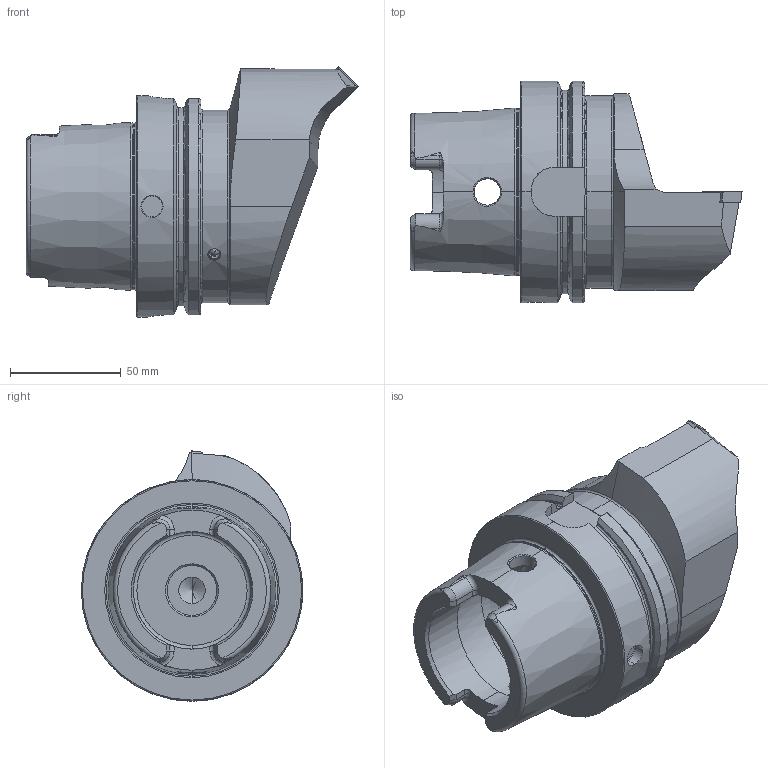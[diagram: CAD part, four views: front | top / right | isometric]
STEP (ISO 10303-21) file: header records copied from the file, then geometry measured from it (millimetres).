
FILE_DESCRIPTION (( 'STEP AP203' ), '1' );
FILE_NAME ('HA0.KSB.LSA.100.STEP', '2024-08-09T14:05:53', ( '' ), ( '' ), 'SwSTEP 2.0', 'SolidWorks 2022', '' );
FILE_SCHEMA (( 'CONFIG_CONTROL_DESIGN' ));
Length unit declared in the file: millimetre
Products named in the file (5): HA0.KSB.LSA.100; HA0-KSB.LSA.100_A_Fertigbearbeitung; WCC-ER2.001.010_A; KVT_MB_600_060; SCMT120404
Assembly tree (4 placements, depth 2):
  HA0.KSB.LSA.100
    HA0-KSB.LSA.100_A_Fertigbearbeitung
    SCMT120404
    WCC-ER2.001.010_A
    KVT_MB_600_060
Bounding box: 149.9 x 100 x 113 mm (x, y, z)
Volume: 503266.4 mm3; surface area: 67745.3 mm2
Topology: 5 solids, 5 shells, 311 faces, 795 edges, 481 vertices
Faces by surface type: cylinder 93, cone 81, plane 75, torus 44, bspline 16, sphere 2
Entity records: 11450 total; most frequent: CARTESIAN_POINT 3793, ORIENTED_EDGE 1548, DIRECTION 1457, EDGE_CURVE 774, AXIS2_PLACEMENT_3D 580, VERTEX_POINT 478, EDGE_LOOP 326, FACE_OUTER_BOUND 311
